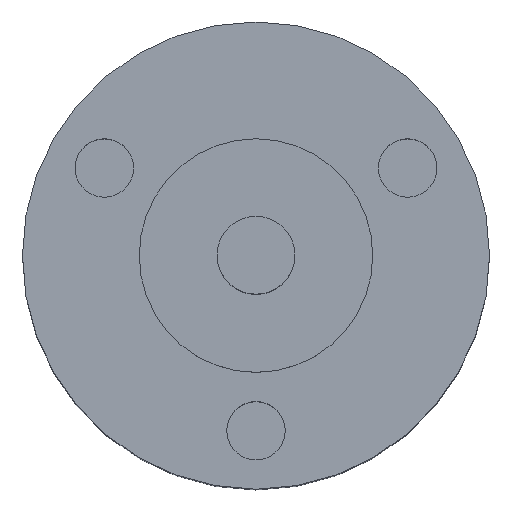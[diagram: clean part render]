
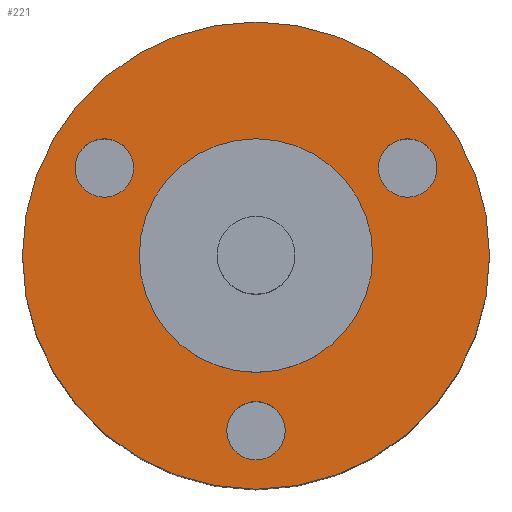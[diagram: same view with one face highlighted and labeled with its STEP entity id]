
A CAD part, top view. The second image highlights one B-rep face of the part: STEP entity #221.
In plain terms, the highlighted planar face has unit normal (0, 0, 1).
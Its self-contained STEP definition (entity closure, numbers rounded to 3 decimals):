
#49=FACE_BOUND('',#88,.T.);
#50=FACE_BOUND('',#89,.T.);
#51=FACE_BOUND('',#90,.T.);
#52=FACE_BOUND('',#91,.T.);
#67=FACE_OUTER_BOUND('',#87,.T.);
#87=EDGE_LOOP('',(#188));
#88=EDGE_LOOP('',(#189));
#89=EDGE_LOOP('',(#190));
#90=EDGE_LOOP('',(#191));
#91=EDGE_LOOP('',(#192));
#101=CIRCLE('',#253,1.5);
#103=CIRCLE('',#257,1.5);
#105=CIRCLE('',#261,1.5);
#108=CIRCLE('',#266,6.);
#109=CIRCLE('',#269,12.);
#117=VERTEX_POINT('',#379);
#119=VERTEX_POINT('',#386);
#121=VERTEX_POINT('',#393);
#124=VERTEX_POINT('',#402);
#125=VERTEX_POINT('',#407);
#136=EDGE_CURVE('',#117,#117,#101,.T.);
#139=EDGE_CURVE('',#119,#119,#103,.T.);
#142=EDGE_CURVE('',#121,#121,#105,.T.);
#147=EDGE_CURVE('',#124,#124,#108,.T.);
#148=EDGE_CURVE('',#125,#125,#109,.T.);
#188=ORIENTED_EDGE('',*,*,#148,.T.);
#189=ORIENTED_EDGE('',*,*,#136,.T.);
#190=ORIENTED_EDGE('',*,*,#139,.T.);
#191=ORIENTED_EDGE('',*,*,#142,.T.);
#192=ORIENTED_EDGE('',*,*,#147,.T.);
#205=PLANE('',#268);
#221=ADVANCED_FACE('',(#67,#49,#50,#51,#52),#205,.T.);
#253=AXIS2_PLACEMENT_3D('',#380,#308,#309);
#257=AXIS2_PLACEMENT_3D('',#387,#317,#318);
#261=AXIS2_PLACEMENT_3D('',#394,#326,#327);
#266=AXIS2_PLACEMENT_3D('',#404,#338,#339);
#268=AXIS2_PLACEMENT_3D('',#406,#342,#343);
#269=AXIS2_PLACEMENT_3D('',#408,#344,#345);
#308=DIRECTION('center_axis',(0.,0.,-1.));
#309=DIRECTION('ref_axis',(-1.,0.,0.));
#317=DIRECTION('center_axis',(0.,0.,-1.));
#318=DIRECTION('ref_axis',(-1.,0.,0.));
#326=DIRECTION('center_axis',(0.,0.,-1.));
#327=DIRECTION('ref_axis',(-1.,0.,0.));
#338=DIRECTION('center_axis',(0.,0.,-1.));
#339=DIRECTION('ref_axis',(-1.,0.,0.));
#342=DIRECTION('center_axis',(0.,0.,1.));
#343=DIRECTION('ref_axis',(1.,0.,0.));
#344=DIRECTION('center_axis',(0.,0.,1.));
#345=DIRECTION('ref_axis',(1.,0.,0.));
#379=CARTESIAN_POINT('',(1.5,-9.,24.));
#380=CARTESIAN_POINT('Origin',(0.,-9.,24.));
#386=CARTESIAN_POINT('',(-6.294,4.5,24.));
#387=CARTESIAN_POINT('Origin',(-7.794,4.5,24.));
#393=CARTESIAN_POINT('',(9.294,4.5,24.));
#394=CARTESIAN_POINT('Origin',(7.794,4.5,24.));
#402=CARTESIAN_POINT('',(6.,0.,24.));
#404=CARTESIAN_POINT('Origin',(0.,0.,24.));
#406=CARTESIAN_POINT('Origin',(0.,0.,24.));
#407=CARTESIAN_POINT('',(-12.,0.,24.));
#408=CARTESIAN_POINT('Origin',(0.,0.,24.));
